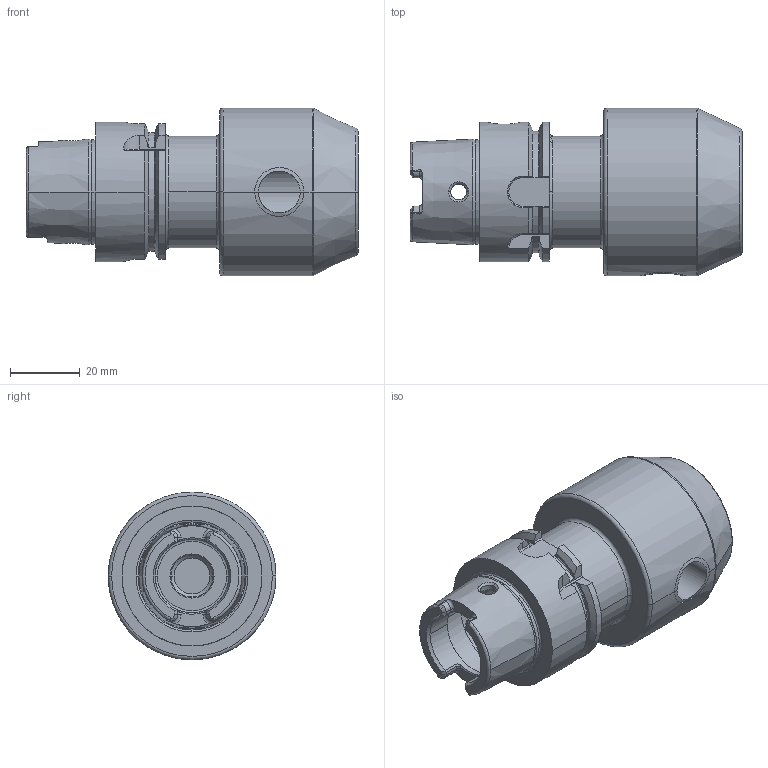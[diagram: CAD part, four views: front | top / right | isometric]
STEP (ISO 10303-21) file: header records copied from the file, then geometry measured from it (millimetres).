
FILE_DESCRIPTION((''),'2;1');
FILE_NAME('A40-000-16','2011-09-01T',('mei'),(''),'PRO/ENGINEER BY PARAMETRIC TECHNOLOGY CORPORATION, 2010430','PRO/ENGINEER BY PARAMETRIC TECHNOLOGY CORPORATION, 2010430','');
FILE_SCHEMA(('CONFIG_CONTROL_DESIGN'));
Length unit declared in the file: millimetre
Products named in the file (1): A40-000-16
Bounding box: 94.9 x 48 x 48 mm (x, y, z)
Volume: 90273 mm3; surface area: 22072 mm2
Topology: 1 solids, 3 shells, 198 faces, 504 edges, 308 vertices
Faces by surface type: plane 62, cylinder 56, torus 38, cone 32, bspline 8, extrusion 2
Entity records: 7312 total; most frequent: CARTESIAN_POINT 2590, ORIENTED_EDGE 1000, DIRECTION 960, EDGE_CURVE 504, AXIS2_PLACEMENT_3D 373, VERTEX_POINT 308, VECTOR 214, LINE 212
